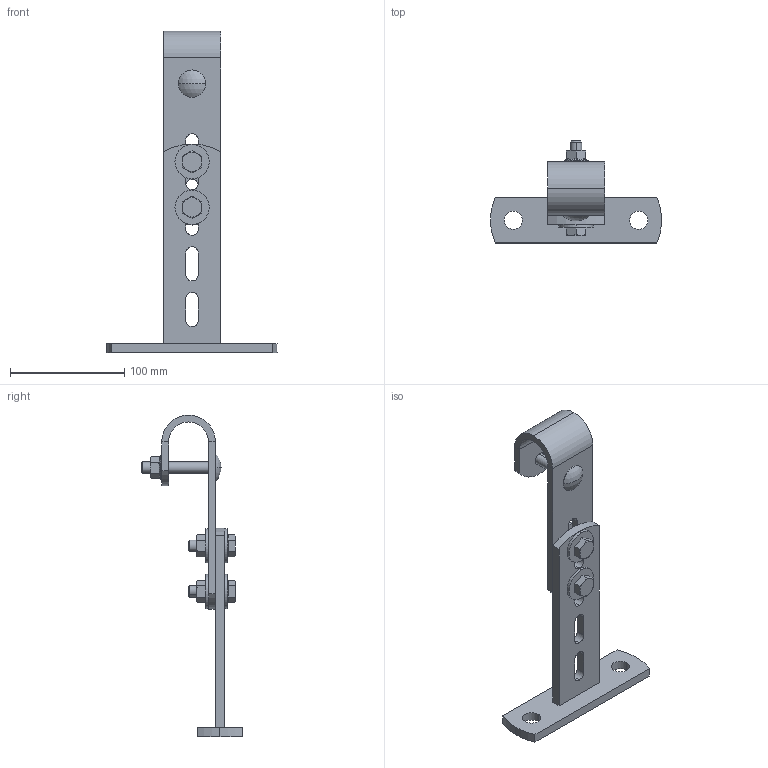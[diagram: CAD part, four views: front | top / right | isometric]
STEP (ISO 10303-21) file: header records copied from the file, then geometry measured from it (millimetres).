
FILE_DESCRIPTION (( 'STEP AP214' ), '1' );
FILE_NAME ('0528440000.STEP', '2024-07-04T07:00:16', ( '' ), ( '' ), 'SwSTEP 2.0', 'SolidWorks 2022', '' );
FILE_SCHEMA (( 'AUTOMOTIVE_DESIGN' ));
Length unit declared in the file: millimetre
Products named in the file (1): 0528440000
Bounding box: 149.83 x 89 x 282 mm (x, y, z)
Volume: 197187 mm3; surface area: 79484.9 mm2
Topology: 14 solids, 14 shells, 249 faces, 557 edges, 341 vertices
Faces by surface type: plane 97, cone 74, cylinder 72, torus 4, sphere 2
Entity records: 10169 total; most frequent: CARTESIAN_POINT 1688, DIRECTION 1185, ORIENTED_EDGE 1114, EDGE_CURVE 557, AXIS2_PLACEMENT_3D 478, VERTEX_POINT 341, EDGE_LOOP 290, UNCERTAINTY_MEASURE_WITH_UNIT 265
